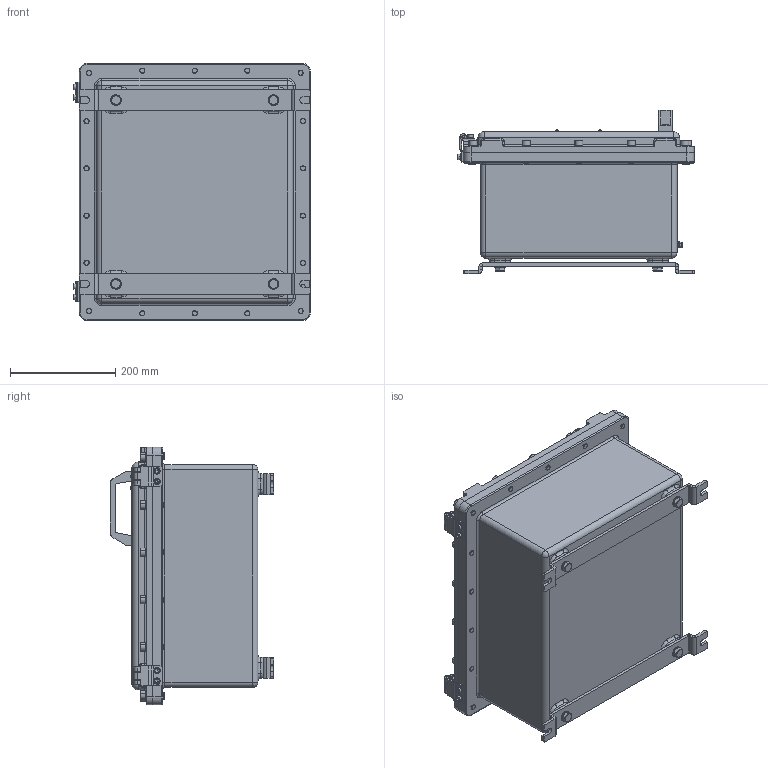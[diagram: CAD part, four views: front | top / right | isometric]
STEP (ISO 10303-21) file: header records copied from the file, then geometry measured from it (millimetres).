
FILE_DESCRIPTION (( 'STEP AP203' ), '1' );
FILE_NAME ('40103060.step', '2019-04-15T14:02:48', ( '' ), ( '' ), 'SwSTEP 2.0', 'SolidWorks 2018', '' );
FILE_SCHEMA (( 'CONFIG_CONTROL_DESIGN' ));
Length unit declared in the file: millimetre
Products named in the file (27): 56931; 92780; 92788; 93711; 70440; 93412_PreviewCfg; 83127; 98063; 82014_1151; 70439; 83134; 40103060; 40000003940; 92783; 93426; 92081; 70444; 70706_Hinge mcn; 70441; 70756_Tag&Label; 40303060; 83156; 93414; 83136; 40000037258_M6; 40000012405; 40000036126_10g
Assembly tree (98 placements, depth 3):
  92788
  40103060
    70706_Hinge mcn
    82014_1151
    40303060
    98063  x12
    93426  x7
    93711  x3
    92081  x3
    70756_Tag&Label
    92783
    93414  x2
    92780
    93412_PreviewCfg  x2
    83127  x18
    40000037258_M6  x18
    70441
    40000012405  x2
    83136
    56931  x2
      70439
      70440
      83134
      93426
      98063
    70444  x2
    83156  x4
    40000003940  x4
  40000036126_10g
Bounding box: 450.6 x 311 x 490 mm (x, y, z)
Volume: 11808894 mm3; surface area: 2031167.9 mm2
Topology: 107 solids, 107 shells, 3366 faces, 7552 edges, 4282 vertices
Faces by surface type: plane 1185, cylinder 1127, bspline 488, cone 262, torus 254, sphere 50
Entity records: 80208 total; most frequent: CARTESIAN_POINT 31818, ORIENTED_EDGE 9302, DIRECTION 8907, EDGE_CURVE 4651, AXIS2_PLACEMENT_3D 3494, VERTEX_POINT 2716, EDGE_LOOP 2231, FACE_OUTER_BOUND 2046
